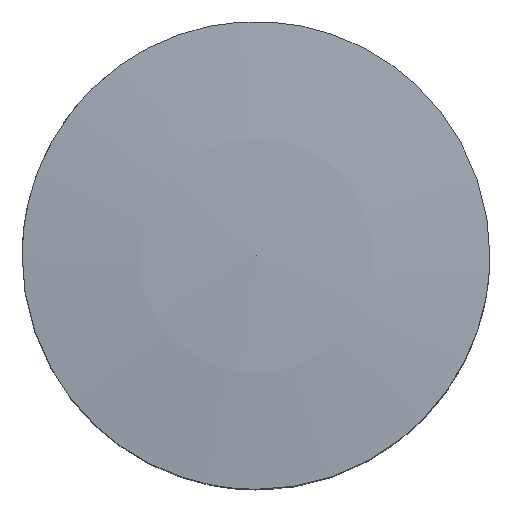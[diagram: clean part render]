
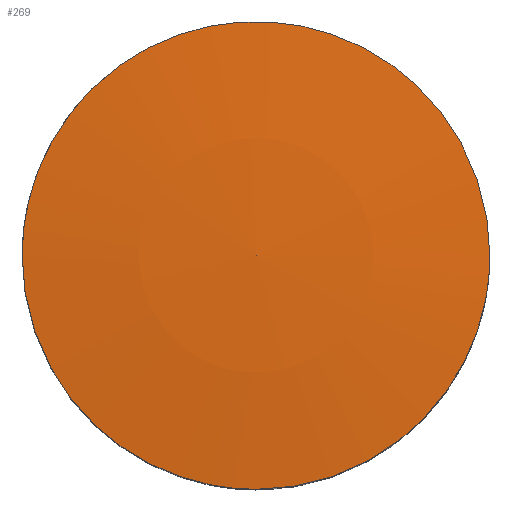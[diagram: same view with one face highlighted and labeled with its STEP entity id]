
A CAD part, top view. The second image highlights one B-rep face of the part: STEP entity #269.
In plain terms, the highlighted spherical face has radius 10 mm.
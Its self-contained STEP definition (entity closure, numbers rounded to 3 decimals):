
#19 = VERTEX_POINT ( 'NONE', #113 ) ;
#32 = CARTESIAN_POINT ( 'NONE',  ( 1., -1., 1.95 ) ) ;
#35 = FACE_OUTER_BOUND ( 'NONE', #249, .T. ) ;
#56 = SPHERICAL_SURFACE ( 'NONE', #108, 10. ) ;
#67 = ORIENTED_EDGE ( 'NONE', *, *, #180, .T. ) ;
#71 = CARTESIAN_POINT ( 'NONE',  ( 1., 0., 1.95 ) ) ;
#90 = CARTESIAN_POINT ( 'NONE',  ( -1., -1., 1.95 ) ) ;
#95 = CARTESIAN_POINT ( 'NONE',  ( -1., 1., 1.95 ) ) ;
#108 = AXIS2_PLACEMENT_3D ( 'NONE', #198, #161, #142 ) ;
#113 = CARTESIAN_POINT ( 'NONE',  ( 1., 0., 1.95 ) ) ;
#119 = CARTESIAN_POINT ( 'NONE',  ( 1., 1., 1.95 ) ) ;
#128 = VERTEX_POINT ( 'NONE', #134 ) ;
#129 =( BOUNDED_CURVE ( )  B_SPLINE_CURVE ( 2, ( #140, #119, #217, #95, #220 ),
 .UNSPECIFIED., .F., .T. ) 
 B_SPLINE_CURVE_WITH_KNOTS ( ( 3, 2, 3 ),
 ( 0., 1.571, 3.142 ),
 .UNSPECIFIED. ) 
 CURVE ( )  GEOMETRIC_REPRESENTATION_ITEM ( )  RATIONAL_B_SPLINE_CURVE ( ( 1., 0.707, 1., 0.707, 1. ) ) 
 REPRESENTATION_ITEM ( '' )  );
#134 = CARTESIAN_POINT ( 'NONE',  ( -1., 0., 1.95 ) ) ;
#140 = CARTESIAN_POINT ( 'NONE',  ( 1., 0., 1.95 ) ) ;
#142 = DIRECTION ( 'NONE',  ( 0., -1., 0. ) ) ;
#153 = CARTESIAN_POINT ( 'NONE',  ( -1., 0., 1.95 ) ) ;
#161 = DIRECTION ( 'NONE',  ( 0., 0., 1. ) ) ;
#180 = EDGE_CURVE ( 'NONE', #128, #19, #219, .T. ) ;
#198 = CARTESIAN_POINT ( 'NONE',  ( 0., 0., -8. ) ) ;
#213 = CARTESIAN_POINT ( 'NONE',  ( 0., -1., 1.95 ) ) ;
#217 = CARTESIAN_POINT ( 'NONE',  ( 0., 1., 1.95 ) ) ;
#219 =( BOUNDED_CURVE ( )  B_SPLINE_CURVE ( 2, ( #153, #90, #213, #32, #71 ),
 .UNSPECIFIED., .F., .T. ) 
 B_SPLINE_CURVE_WITH_KNOTS ( ( 3, 2, 3 ),
 ( 3.142, 4.712, 6.283 ),
 .UNSPECIFIED. ) 
 CURVE ( )  GEOMETRIC_REPRESENTATION_ITEM ( )  RATIONAL_B_SPLINE_CURVE ( ( 1., 0.707, 1., 0.707, 1. ) ) 
 REPRESENTATION_ITEM ( '' )  );
#220 = CARTESIAN_POINT ( 'NONE',  ( -1., 0., 1.95 ) ) ;
#228 = ORIENTED_EDGE ( 'NONE', *, *, #240, .T. ) ;
#240 = EDGE_CURVE ( 'NONE', #19, #128, #129, .T. ) ;
#249 = EDGE_LOOP ( 'NONE', ( #228, #67 ) ) ;
#269 = ADVANCED_FACE ( 'NONE', ( #35 ), #56, .T. ) ;
